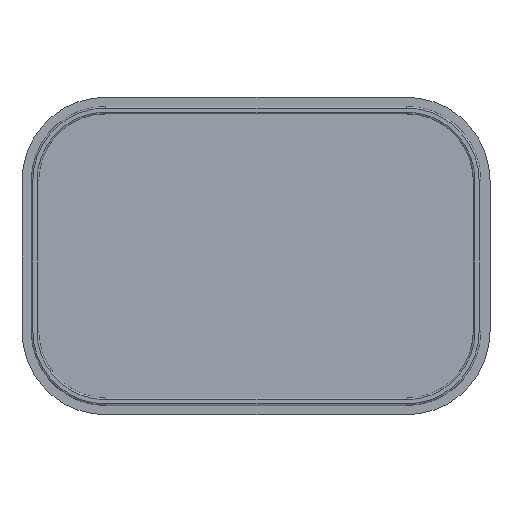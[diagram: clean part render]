
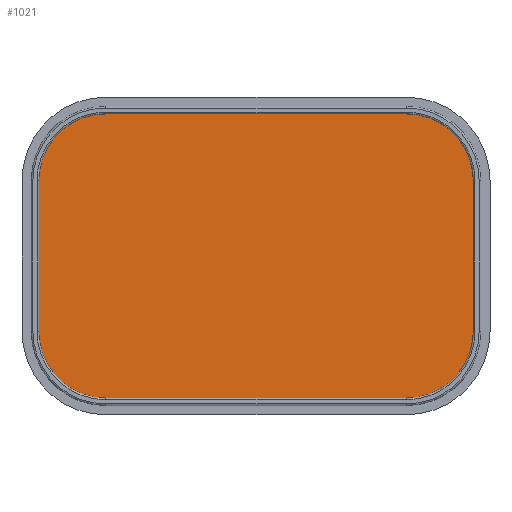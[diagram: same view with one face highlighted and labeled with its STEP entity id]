
A CAD part, top view. The second image highlights one B-rep face of the part: STEP entity #1021.
In plain terms, the highlighted planar face has unit normal (0, 0, 1).
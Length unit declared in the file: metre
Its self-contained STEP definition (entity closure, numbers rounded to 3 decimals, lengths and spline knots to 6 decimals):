
#96=LINE('',#1678,#186);
#100=LINE('',#1690,#190);
#104=LINE('',#1702,#194);
#107=LINE('',#1711,#197);
#186=VECTOR('',#1325,1.);
#190=VECTOR('',#1337,1.);
#194=VECTOR('',#1349,1.);
#197=VECTOR('',#1360,1.);
#372=ORIENTED_EDGE('',*,*,#597,.F.);
#373=ORIENTED_EDGE('',*,*,#594,.T.);
#374=ORIENTED_EDGE('',*,*,#614,.F.);
#375=ORIENTED_EDGE('',*,*,#612,.T.);
#376=ORIENTED_EDGE('',*,*,#609,.T.);
#377=ORIENTED_EDGE('',*,*,#606,.T.);
#378=ORIENTED_EDGE('',*,*,#603,.T.);
#379=ORIENTED_EDGE('',*,*,#600,.T.);
#594=EDGE_CURVE('',#727,#729,#790,.T.);
#597=EDGE_CURVE('',#727,#731,#96,.T.);
#600=EDGE_CURVE('',#733,#731,#792,.T.);
#603=EDGE_CURVE('',#735,#733,#100,.T.);
#606=EDGE_CURVE('',#737,#735,#794,.T.);
#609=EDGE_CURVE('',#739,#737,#104,.T.);
#612=EDGE_CURVE('',#741,#739,#796,.T.);
#614=EDGE_CURVE('',#741,#729,#107,.T.);
#727=VERTEX_POINT('',#1667);
#729=VERTEX_POINT('',#1671);
#731=VERTEX_POINT('',#1676);
#733=VERTEX_POINT('',#1682);
#735=VERTEX_POINT('',#1688);
#737=VERTEX_POINT('',#1694);
#739=VERTEX_POINT('',#1700);
#741=VERTEX_POINT('',#1706);
#790=CIRCLE('',#1109,0.04);
#792=CIRCLE('',#1113,0.04);
#794=CIRCLE('',#1117,0.04);
#796=CIRCLE('',#1121,0.04);
#861=EDGE_LOOP('',(#372,#373,#374,#375,#376,#377,#378,#379));
#929=FACE_BOUND('',#861,.T.);
#981=PLANE('',#1134);
#1021=ADVANCED_FACE('',(#929),#981,.F.);
#1109=AXIS2_PLACEMENT_3D('',#1672,#1319,#1320);
#1113=AXIS2_PLACEMENT_3D('',#1684,#1331,#1332);
#1117=AXIS2_PLACEMENT_3D('',#1696,#1343,#1344);
#1121=AXIS2_PLACEMENT_3D('',#1708,#1355,#1356);
#1134=AXIS2_PLACEMENT_3D('',#1747,#1391,#1392);
#1319=DIRECTION('',(0.,0.,1.));
#1320=DIRECTION('',(1.,0.,0.));
#1325=DIRECTION('',(0.,-1.,0.));
#1331=DIRECTION('',(0.,0.,1.));
#1332=DIRECTION('',(1.,0.,0.));
#1337=DIRECTION('',(1.,0.,0.));
#1343=DIRECTION('',(0.,0.,1.));
#1344=DIRECTION('',(1.,0.,0.));
#1349=DIRECTION('',(0.,-1.,0.));
#1355=DIRECTION('',(0.,0.,1.));
#1356=DIRECTION('',(1.,0.,0.));
#1360=DIRECTION('',(1.,0.,0.));
#1391=DIRECTION('',(0.,0.,-1.));
#1392=DIRECTION('',(1.,0.,0.));
#1667=CARTESIAN_POINT('',(0.125073,0.088492,-0.0283));
#1671=CARTESIAN_POINT('',(0.085073,0.128492,-0.0283));
#1672=CARTESIAN_POINT('',(0.085073,0.088492,-0.0283));
#1676=CARTESIAN_POINT('',(0.125073,-0.001508,-0.0283));
#1678=CARTESIAN_POINT('',(0.125073,0.043492,-0.0283));
#1682=CARTESIAN_POINT('',(0.085073,-0.041508,-0.0283));
#1684=CARTESIAN_POINT('',(0.085073,-0.001508,-0.0283));
#1688=CARTESIAN_POINT('',(-0.094927,-0.041508,-0.0283));
#1690=CARTESIAN_POINT('',(-0.004927,-0.041508,-0.0283));
#1694=CARTESIAN_POINT('',(-0.134927,-0.001508,-0.0283));
#1696=CARTESIAN_POINT('',(-0.094927,-0.001508,-0.0283));
#1700=CARTESIAN_POINT('',(-0.134927,0.088492,-0.0283));
#1702=CARTESIAN_POINT('',(-0.134927,0.043492,-0.0283));
#1706=CARTESIAN_POINT('',(-0.094927,0.128492,-0.0283));
#1708=CARTESIAN_POINT('',(-0.094927,0.088492,-0.0283));
#1711=CARTESIAN_POINT('',(-0.004927,0.128492,-0.0283));
#1747=CARTESIAN_POINT('',(-0.004927,0.043492,-0.0283));
